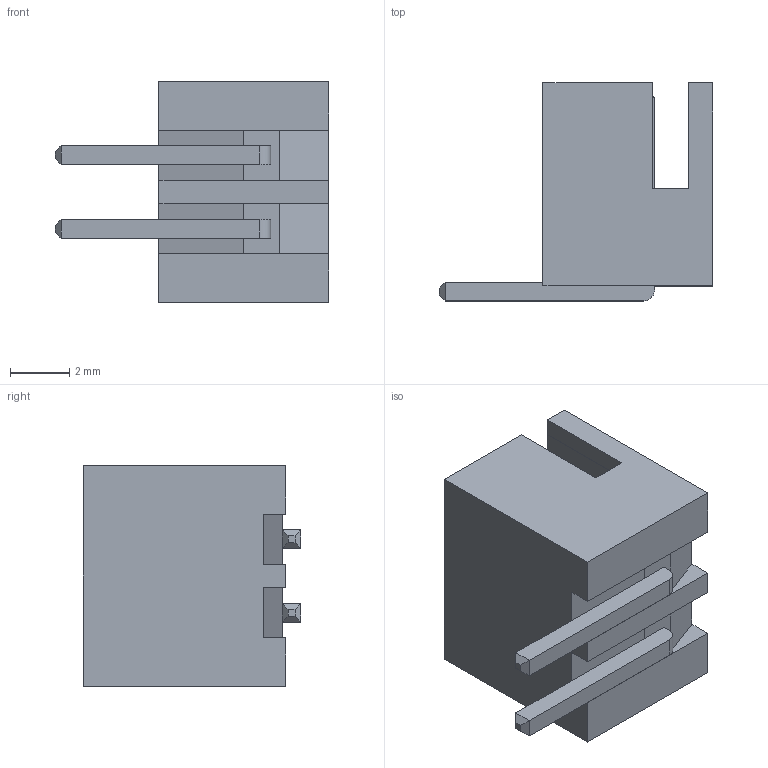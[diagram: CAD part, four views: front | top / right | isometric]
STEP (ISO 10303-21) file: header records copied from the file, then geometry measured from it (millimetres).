
FILE_DESCRIPTION(('FreeCAD Model'),'2;1');
FILE_NAME('Open CASCADE Shape Model','2023-06-10T11:31:53',(''),(''), 'Open CASCADE STEP processor 7.6','FreeCAD','Unknown');
FILE_SCHEMA(('AUTOMOTIVE_DESIGN { 1 0 10303 214 1 1 1 1 }'));
Length unit declared in the file: millimetre
Products named in the file (1): JST 2pin
Bounding box: 9.23 x 7.35 x 7.43 mm (x, y, z)
Volume: 142.8 mm3; surface area: 426 mm2
Topology: 3 solids, 3 shells, 82 faces, 636 edges, 1832 vertices
Faces by surface type: plane 78, cylinder 4
Entity records: 8481 total; most frequent: CARTESIAN_POINT 2551, DIRECTION 826, LINE 612, VECTOR 612, GEOMETRIC_CURVE_SET 425, ORIENTED_EDGE 424, TRIMMED_CURVE 424, PRESENTATION_STYLE_ASSIGNMENT 213
